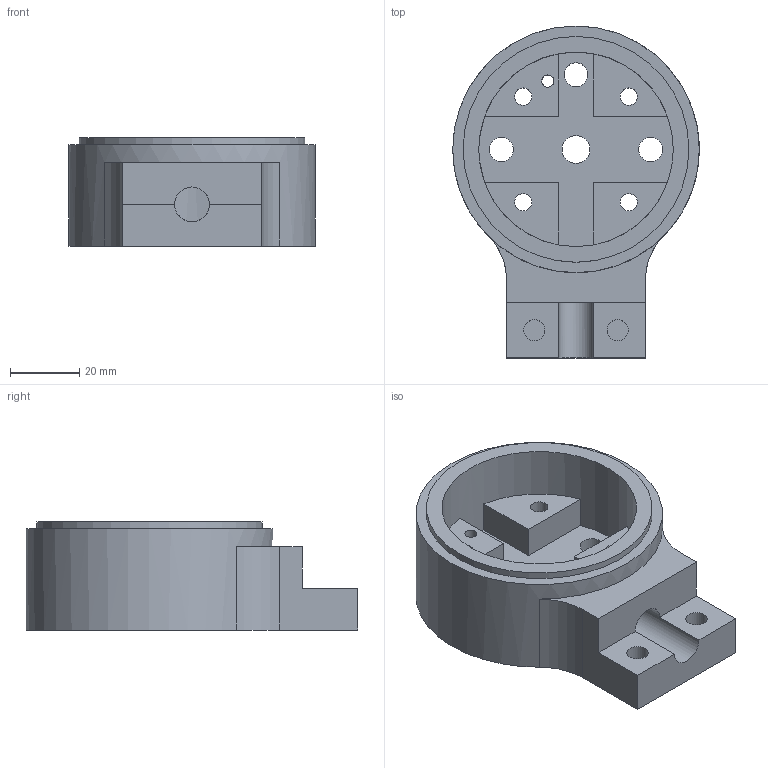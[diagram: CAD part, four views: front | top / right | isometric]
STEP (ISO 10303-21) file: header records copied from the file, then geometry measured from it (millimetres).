
FILE_DESCRIPTION(/* description */ (''),/* implementation_level */ '2;1');
FILE_NAME(/* name */ 'esp-module-su-case.step',/* time_stamp */ '2024-07-10T08:53:57+02:00',/* author */ (''),/* organization */ (''),/* preprocessor_version */ 'ST-DEVELOPER v20',/* originating_system */ 'Autodesk Translation Framework v13.14.0.145',/* authorisation */ '');
FILE_SCHEMA (('AUTOMOTIVE_DESIGN { 1 0 10303 214 3 1 1 }'));
Length unit declared in the file: millimetre
Products named in the file (1): esp-module-su-case
Bounding box: 71 x 95.5 x 31.1 mm (x, y, z)
Volume: 85321.7 mm3; surface area: 24673.7 mm2
Topology: 1 solids, 1 shells, 44 faces, 115 edges, 75 vertices
Faces by surface type: plane 25, cylinder 19
Full cylindrical faces by diameter (mm): 3.5 x1, 5 x4, 6.1 x2, 6.9 x3, 8 x1, 10 x1, 56 x1, 65 x1, 71 x1
Entity records: 1473 total; most frequent: CARTESIAN_POINT 270, DIRECTION 247, ORIENTED_EDGE 230, EDGE_CURVE 115, AXIS2_PLACEMENT_3D 90, VERTEX_POINT 75, LINE 67, VECTOR 67
